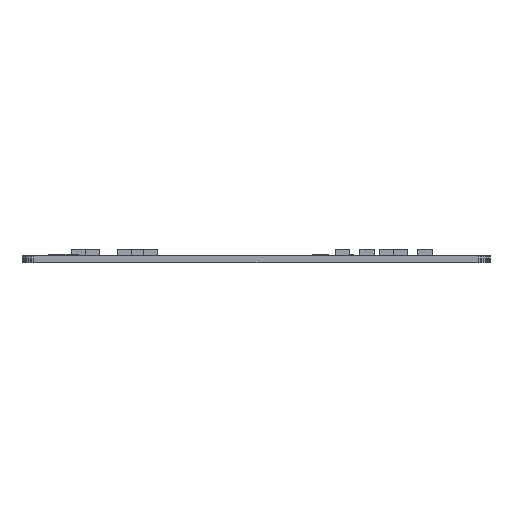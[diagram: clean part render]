
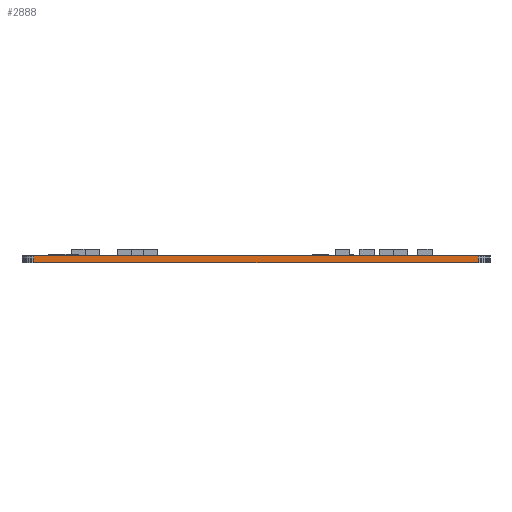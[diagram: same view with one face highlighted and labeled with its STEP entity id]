
A CAD part, front view. The second image highlights one B-rep face of the part: STEP entity #2888.
In plain terms, the highlighted planar face has unit normal (0, -1, 0).
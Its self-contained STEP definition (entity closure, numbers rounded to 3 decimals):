
#163 = PLANE('',#164);
#164 = AXIS2_PLACEMENT_3D('',#165,#166,#167);
#165 = CARTESIAN_POINT('',(0.,3.175,1.839));
#166 = DIRECTION('',(0.,0.,1.));
#167 = DIRECTION('',(1.,0.,0.));
#217 = PLANE('',#218);
#218 = AXIS2_PLACEMENT_3D('',#219,#220,#221);
#219 = CARTESIAN_POINT('',(0.,3.175,0.));
#220 = DIRECTION('',(0.,0.,1.));
#221 = DIRECTION('',(1.,0.,0.));
#2780 = PLANE('',#2781);
#2781 = AXIS2_PLACEMENT_3D('',#2782,#2783,#2784);
#2782 = CARTESIAN_POINT('',(123.825,-0.01,0.));
#2783 = DIRECTION('',(-1.,0.,0.));
#2784 = DIRECTION('',(0.,1.,0.));
#2818 = VERTEX_POINT('',#2819);
#2819 = CARTESIAN_POINT('',(123.825,0.,1.839));
#2840 = EDGE_CURVE('',#2841,#2818,#2843,.T.);
#2841 = VERTEX_POINT('',#2842);
#2842 = CARTESIAN_POINT('',(123.825,0.,0.));
#2843 = SURFACE_CURVE('',#2844,(#2848,#2855),.PCURVE_S1.);
#2844 = LINE('',#2845,#2846);
#2845 = CARTESIAN_POINT('',(123.825,0.,0.));
#2846 = VECTOR('',#2847,1.);
#2847 = DIRECTION('',(0.,0.,1.));
#2848 = PCURVE('',#2780,#2849);
#2849 = DEFINITIONAL_REPRESENTATION('',(#2850),#2854);
#2850 = LINE('',#2851,#2852);
#2851 = CARTESIAN_POINT('',(0.01,0.));
#2852 = VECTOR('',#2853,1.);
#2853 = DIRECTION('',(0.,-1.));
#2854 = ( GEOMETRIC_REPRESENTATION_CONTEXT(2) 
PARAMETRIC_REPRESENTATION_CONTEXT() REPRESENTATION_CONTEXT('2D SPACE',''
  ) );
#2855 = PCURVE('',#2856,#2861);
#2856 = PLANE('',#2857);
#2857 = AXIS2_PLACEMENT_3D('',#2858,#2859,#2860);
#2858 = CARTESIAN_POINT('',(123.825,0.,0.));
#2859 = DIRECTION('',(0.,-1.,0.));
#2860 = DIRECTION('',(-1.,0.,0.));
#2861 = DEFINITIONAL_REPRESENTATION('',(#2862),#2866);
#2862 = LINE('',#2863,#2864);
#2863 = CARTESIAN_POINT('',(0.,0.));
#2864 = VECTOR('',#2865,1.);
#2865 = DIRECTION('',(0.,-1.));
#2866 = ( GEOMETRIC_REPRESENTATION_CONTEXT(2) 
PARAMETRIC_REPRESENTATION_CONTEXT() REPRESENTATION_CONTEXT('2D SPACE',''
  ) );
#2888 = ADVANCED_FACE('',(#2889),#2856,.T.);
#2889 = FACE_BOUND('',#2890,.T.);
#2890 = EDGE_LOOP('',(#2891,#2892,#2915,#2943));
#2891 = ORIENTED_EDGE('',*,*,#2840,.T.);
#2892 = ORIENTED_EDGE('',*,*,#2893,.T.);
#2893 = EDGE_CURVE('',#2818,#2894,#2896,.T.);
#2894 = VERTEX_POINT('',#2895);
#2895 = CARTESIAN_POINT('',(3.175,-0.01,1.839));
#2896 = SURFACE_CURVE('',#2897,(#2901,#2908),.PCURVE_S1.);
#2897 = LINE('',#2898,#2899);
#2898 = CARTESIAN_POINT('',(123.825,0.,1.839));
#2899 = VECTOR('',#2900,1.);
#2900 = DIRECTION('',(-1.,0.,0.));
#2901 = PCURVE('',#2856,#2902);
#2902 = DEFINITIONAL_REPRESENTATION('',(#2903),#2907);
#2903 = LINE('',#2904,#2905);
#2904 = CARTESIAN_POINT('',(0.,-1.839));
#2905 = VECTOR('',#2906,1.);
#2906 = DIRECTION('',(1.,0.));
#2907 = ( GEOMETRIC_REPRESENTATION_CONTEXT(2) 
PARAMETRIC_REPRESENTATION_CONTEXT() REPRESENTATION_CONTEXT('2D SPACE',''
  ) );
#2908 = PCURVE('',#163,#2909);
#2909 = DEFINITIONAL_REPRESENTATION('',(#2910),#2914);
#2910 = LINE('',#2911,#2912);
#2911 = CARTESIAN_POINT('',(123.825,-3.175));
#2912 = VECTOR('',#2913,1.);
#2913 = DIRECTION('',(-1.,0.));
#2914 = ( GEOMETRIC_REPRESENTATION_CONTEXT(2) 
PARAMETRIC_REPRESENTATION_CONTEXT() REPRESENTATION_CONTEXT('2D SPACE',''
  ) );
#2915 = ORIENTED_EDGE('',*,*,#2916,.F.);
#2916 = EDGE_CURVE('',#2917,#2894,#2919,.T.);
#2917 = VERTEX_POINT('',#2918);
#2918 = CARTESIAN_POINT('',(3.175,-0.01,0.));
#2919 = SURFACE_CURVE('',#2920,(#2924,#2931),.PCURVE_S1.);
#2920 = LINE('',#2921,#2922);
#2921 = CARTESIAN_POINT('',(3.175,-0.01,0.));
#2922 = VECTOR('',#2923,1.);
#2923 = DIRECTION('',(0.,0.,1.));
#2924 = PCURVE('',#2856,#2925);
#2925 = DEFINITIONAL_REPRESENTATION('',(#2926),#2930);
#2926 = LINE('',#2927,#2928);
#2927 = CARTESIAN_POINT('',(120.65,0.));
#2928 = VECTOR('',#2929,1.);
#2929 = DIRECTION('',(0.,-1.));
#2930 = ( GEOMETRIC_REPRESENTATION_CONTEXT(2) 
PARAMETRIC_REPRESENTATION_CONTEXT() REPRESENTATION_CONTEXT('2D SPACE',''
  ) );
#2931 = PCURVE('',#2932,#2937);
#2932 = PLANE('',#2933);
#2933 = AXIS2_PLACEMENT_3D('',#2934,#2935,#2936);
#2934 = CARTESIAN_POINT('',(3.175,-0.01,0.));
#2935 = DIRECTION('',(-0.078,-0.997,0.));
#2936 = DIRECTION('',(-0.997,0.078,0.));
#2937 = DEFINITIONAL_REPRESENTATION('',(#2938),#2942);
#2938 = LINE('',#2939,#2940);
#2939 = CARTESIAN_POINT('',(0.,0.));
#2940 = VECTOR('',#2941,1.);
#2941 = DIRECTION('',(0.,-1.));
#2942 = ( GEOMETRIC_REPRESENTATION_CONTEXT(2) 
PARAMETRIC_REPRESENTATION_CONTEXT() REPRESENTATION_CONTEXT('2D SPACE',''
  ) );
#2943 = ORIENTED_EDGE('',*,*,#2944,.F.);
#2944 = EDGE_CURVE('',#2841,#2917,#2945,.T.);
#2945 = SURFACE_CURVE('',#2946,(#2950,#2957),.PCURVE_S1.);
#2946 = LINE('',#2947,#2948);
#2947 = CARTESIAN_POINT('',(123.825,0.,0.));
#2948 = VECTOR('',#2949,1.);
#2949 = DIRECTION('',(-1.,0.,0.));
#2950 = PCURVE('',#2856,#2951);
#2951 = DEFINITIONAL_REPRESENTATION('',(#2952),#2956);
#2952 = LINE('',#2953,#2954);
#2953 = CARTESIAN_POINT('',(0.,0.));
#2954 = VECTOR('',#2955,1.);
#2955 = DIRECTION('',(1.,0.));
#2956 = ( GEOMETRIC_REPRESENTATION_CONTEXT(2) 
PARAMETRIC_REPRESENTATION_CONTEXT() REPRESENTATION_CONTEXT('2D SPACE',''
  ) );
#2957 = PCURVE('',#217,#2958);
#2958 = DEFINITIONAL_REPRESENTATION('',(#2959),#2963);
#2959 = LINE('',#2960,#2961);
#2960 = CARTESIAN_POINT('',(123.825,-3.175));
#2961 = VECTOR('',#2962,1.);
#2962 = DIRECTION('',(-1.,0.));
#2963 = ( GEOMETRIC_REPRESENTATION_CONTEXT(2) 
PARAMETRIC_REPRESENTATION_CONTEXT() REPRESENTATION_CONTEXT('2D SPACE',''
  ) );
